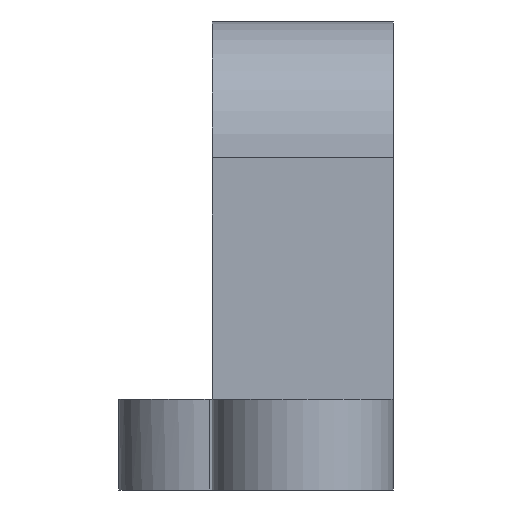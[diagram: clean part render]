
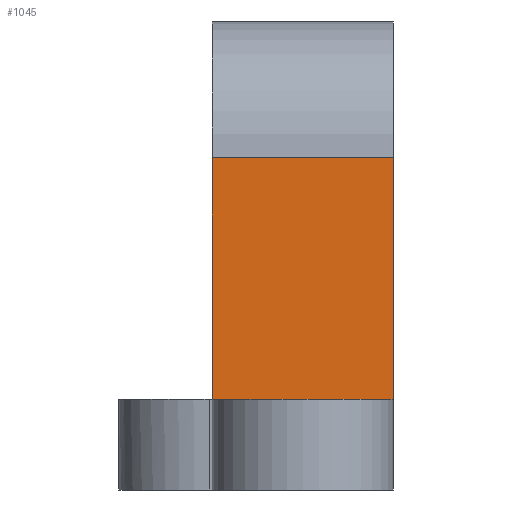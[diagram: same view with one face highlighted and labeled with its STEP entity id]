
A CAD part, front view. The second image highlights one B-rep face of the part: STEP entity #1045.
In plain terms, the highlighted planar face has unit normal (0, -1, 0).
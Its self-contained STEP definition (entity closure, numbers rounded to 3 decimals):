
#44 = PLANE('',#45);
#45 = AXIS2_PLACEMENT_3D('',#46,#47,#48);
#46 = CARTESIAN_POINT('',(-7.8,10.5,0.));
#47 = DIRECTION('',(-1.,0.,0.));
#48 = DIRECTION('',(0.,1.,0.));
#72 = CYLINDRICAL_SURFACE('',#73,4.5);
#73 = AXIS2_PLACEMENT_3D('',#74,#75,#76);
#74 = CARTESIAN_POINT('',(-13.8,24.7,11.));
#75 = DIRECTION('',(-1.,-0.,0.));
#76 = DIRECTION('',(0.,1.,0.));
#100 = PLANE('',#101);
#101 = AXIS2_PLACEMENT_3D('',#102,#103,#104);
#102 = CARTESIAN_POINT('',(-13.8,29.2,0.));
#103 = DIRECTION('',(1.,0.,-0.));
#104 = DIRECTION('',(0.,-1.,0.));
#200 = VERTEX_POINT('',#201);
#201 = CARTESIAN_POINT('',(-7.8,20.2,3.));
#215 = PLANE('',#216);
#216 = AXIS2_PLACEMENT_3D('',#217,#218,#219);
#217 = CARTESIAN_POINT('',(-11.269,18.901,3.));
#218 = DIRECTION('',(0.,0.,1.));
#219 = DIRECTION('',(1.,0.,-0.));
#227 = EDGE_CURVE('',#228,#200,#230,.T.);
#228 = VERTEX_POINT('',#229);
#229 = CARTESIAN_POINT('',(-7.8,20.2,11.));
#230 = SURFACE_CURVE('',#231,(#235,#242),.PCURVE_S1.);
#231 = LINE('',#232,#233);
#232 = CARTESIAN_POINT('',(-7.8,20.2,11.));
#233 = VECTOR('',#234,1.);
#234 = DIRECTION('',(0.,0.,-1.));
#235 = PCURVE('',#44,#236);
#236 = DEFINITIONAL_REPRESENTATION('',(#237),#241);
#237 = LINE('',#238,#239);
#238 = CARTESIAN_POINT('',(9.7,-11.));
#239 = VECTOR('',#240,1.);
#240 = DIRECTION('',(0.,1.));
#241 = ( GEOMETRIC_REPRESENTATION_CONTEXT(2) 
PARAMETRIC_REPRESENTATION_CONTEXT() REPRESENTATION_CONTEXT('2D SPACE',''
  ) );
#242 = PCURVE('',#243,#248);
#243 = PLANE('',#244);
#244 = AXIS2_PLACEMENT_3D('',#245,#246,#247);
#245 = CARTESIAN_POINT('',(-13.8,20.2,11.));
#246 = DIRECTION('',(0.,1.,0.));
#247 = DIRECTION('',(0.,0.,-1.));
#248 = DEFINITIONAL_REPRESENTATION('',(#249),#253);
#249 = LINE('',#250,#251);
#250 = CARTESIAN_POINT('',(0.,-6.));
#251 = VECTOR('',#252,1.);
#252 = DIRECTION('',(1.,0.));
#253 = ( GEOMETRIC_REPRESENTATION_CONTEXT(2) 
PARAMETRIC_REPRESENTATION_CONTEXT() REPRESENTATION_CONTEXT('2D SPACE',''
  ) );
#417 = EDGE_CURVE('',#418,#228,#420,.T.);
#418 = VERTEX_POINT('',#419);
#419 = CARTESIAN_POINT('',(-13.8,20.2,11.));
#420 = SURFACE_CURVE('',#421,(#425,#432),.PCURVE_S1.);
#421 = LINE('',#422,#423);
#422 = CARTESIAN_POINT('',(-13.8,20.2,11.));
#423 = VECTOR('',#424,1.);
#424 = DIRECTION('',(1.,-0.,0.));
#425 = PCURVE('',#72,#426);
#426 = DEFINITIONAL_REPRESENTATION('',(#427),#431);
#427 = LINE('',#428,#429);
#428 = CARTESIAN_POINT('',(-3.142,0.));
#429 = VECTOR('',#430,1.);
#430 = DIRECTION('',(-0.,-1.));
#431 = ( GEOMETRIC_REPRESENTATION_CONTEXT(2) 
PARAMETRIC_REPRESENTATION_CONTEXT() REPRESENTATION_CONTEXT('2D SPACE',''
  ) );
#432 = PCURVE('',#243,#433);
#433 = DEFINITIONAL_REPRESENTATION('',(#434),#438);
#434 = LINE('',#435,#436);
#435 = CARTESIAN_POINT('',(0.,0.));
#436 = VECTOR('',#437,1.);
#437 = DIRECTION('',(0.,-1.));
#438 = ( GEOMETRIC_REPRESENTATION_CONTEXT(2) 
PARAMETRIC_REPRESENTATION_CONTEXT() REPRESENTATION_CONTEXT('2D SPACE',''
  ) );
#490 = EDGE_CURVE('',#418,#491,#493,.T.);
#491 = VERTEX_POINT('',#492);
#492 = CARTESIAN_POINT('',(-13.8,20.2,3.));
#493 = SURFACE_CURVE('',#494,(#498,#505),.PCURVE_S1.);
#494 = LINE('',#495,#496);
#495 = CARTESIAN_POINT('',(-13.8,20.2,11.));
#496 = VECTOR('',#497,1.);
#497 = DIRECTION('',(0.,0.,-1.));
#498 = PCURVE('',#100,#499);
#499 = DEFINITIONAL_REPRESENTATION('',(#500),#504);
#500 = LINE('',#501,#502);
#501 = CARTESIAN_POINT('',(9.,-11.));
#502 = VECTOR('',#503,1.);
#503 = DIRECTION('',(0.,1.));
#504 = ( GEOMETRIC_REPRESENTATION_CONTEXT(2) 
PARAMETRIC_REPRESENTATION_CONTEXT() REPRESENTATION_CONTEXT('2D SPACE',''
  ) );
#505 = PCURVE('',#243,#506);
#506 = DEFINITIONAL_REPRESENTATION('',(#507),#511);
#507 = LINE('',#508,#509);
#508 = CARTESIAN_POINT('',(0.,0.));
#509 = VECTOR('',#510,1.);
#510 = DIRECTION('',(1.,0.));
#511 = ( GEOMETRIC_REPRESENTATION_CONTEXT(2) 
PARAMETRIC_REPRESENTATION_CONTEXT() REPRESENTATION_CONTEXT('2D SPACE',''
  ) );
#1045 = ADVANCED_FACE('',(#1046),#243,.F.);
#1046 = FACE_BOUND('',#1047,.F.);
#1047 = EDGE_LOOP('',(#1048,#1049,#1050,#1051));
#1048 = ORIENTED_EDGE('',*,*,#490,.F.);
#1049 = ORIENTED_EDGE('',*,*,#417,.T.);
#1050 = ORIENTED_EDGE('',*,*,#227,.T.);
#1051 = ORIENTED_EDGE('',*,*,#1052,.T.);
#1052 = EDGE_CURVE('',#200,#491,#1053,.T.);
#1053 = SURFACE_CURVE('',#1054,(#1058,#1064),.PCURVE_S1.);
#1054 = LINE('',#1055,#1056);
#1055 = CARTESIAN_POINT('',(-12.535,20.2,3.));
#1056 = VECTOR('',#1057,1.);
#1057 = DIRECTION('',(-1.,0.,0.));
#1058 = PCURVE('',#243,#1059);
#1059 = DEFINITIONAL_REPRESENTATION('',(#1060),#1063);
#1060 = B_SPLINE_CURVE_WITH_KNOTS('',1,(#1061,#1062),.UNSPECIFIED.,.F.,
  .F.,(2,2),(-4.735,1.265),.PIECEWISE_BEZIER_KNOTS.);
#1061 = CARTESIAN_POINT('',(8.,-6.));
#1062 = CARTESIAN_POINT('',(8.,0.));
#1063 = ( GEOMETRIC_REPRESENTATION_CONTEXT(2) 
PARAMETRIC_REPRESENTATION_CONTEXT() REPRESENTATION_CONTEXT('2D SPACE',''
  ) );
#1064 = PCURVE('',#215,#1065);
#1065 = DEFINITIONAL_REPRESENTATION('',(#1066),#1069);
#1066 = B_SPLINE_CURVE_WITH_KNOTS('',1,(#1067,#1068),.UNSPECIFIED.,.F.,
  .F.,(2,2),(-4.735,1.265),.PIECEWISE_BEZIER_KNOTS.);
#1067 = CARTESIAN_POINT('',(3.469,1.299));
#1068 = CARTESIAN_POINT('',(-2.531,1.299));
#1069 = ( GEOMETRIC_REPRESENTATION_CONTEXT(2) 
PARAMETRIC_REPRESENTATION_CONTEXT() REPRESENTATION_CONTEXT('2D SPACE',''
  ) );
